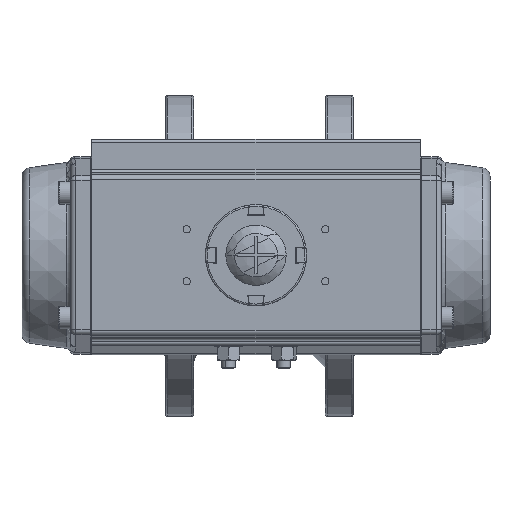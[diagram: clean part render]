
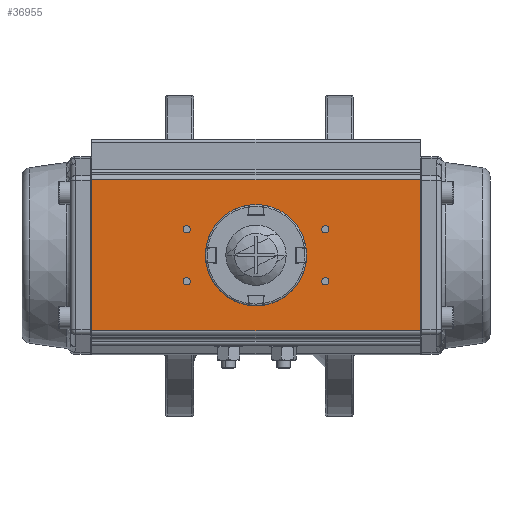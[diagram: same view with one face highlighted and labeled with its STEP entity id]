
A CAD part, top view. The second image highlights one B-rep face of the part: STEP entity #36955.
In plain terms, the highlighted planar face has unit normal (0, 0, 1).
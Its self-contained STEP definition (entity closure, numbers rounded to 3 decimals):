
#36816=CARTESIAN_POINT('',(-95.,-43.512,241.));
#36817=DIRECTION('',(0.,-0.,-1.));
#36818=DIRECTION('',(0.,-1.,0.));
#36819=AXIS2_PLACEMENT_3D('',#36816,#36817,#36818);
#36820=PLANE('',#36819);
#36821=CARTESIAN_POINT('',(37.9,15.,241.));
#36822=VERTEX_POINT('',#36821);
#36823=CARTESIAN_POINT('',(42.1,15.,241.));
#36824=VERTEX_POINT('',#36823);
#36825=CARTESIAN_POINT('',(40.,15.,241.));
#36826=DIRECTION('',(-0.,-0.,1.));
#36827=DIRECTION('',(-1.,-0.,-0.));
#36828=AXIS2_PLACEMENT_3D('',#36825,#36826,#36827);
#36829=CIRCLE('',#36828,2.1);
#36830=EDGE_CURVE('NONE',#36822,#36824,#36829,.T.);
#36831=ORIENTED_EDGE('',*,*,#36830,.F.);
#36832=CARTESIAN_POINT('',(40.,15.,241.));
#36833=DIRECTION('',(-0.,-0.,1.));
#36834=DIRECTION('',(-1.,-0.,-0.));
#36835=AXIS2_PLACEMENT_3D('',#36832,#36833,#36834);
#36836=CIRCLE('',#36835,2.1);
#36837=EDGE_CURVE('NONE',#36824,#36822,#36836,.T.);
#36838=ORIENTED_EDGE('',*,*,#36837,.F.);
#36839=EDGE_LOOP('',(#36831,#36838));
#36840=FACE_BOUND('',#36839,.T.);
#36841=CARTESIAN_POINT('',(37.9,-15.,241.));
#36842=VERTEX_POINT('',#36841);
#36843=CARTESIAN_POINT('',(42.1,-15.,241.));
#36844=VERTEX_POINT('',#36843);
#36845=CARTESIAN_POINT('',(40.,-15.,241.));
#36846=DIRECTION('',(-0.,-0.,1.));
#36847=DIRECTION('',(-1.,-0.,-0.));
#36848=AXIS2_PLACEMENT_3D('',#36845,#36846,#36847);
#36849=CIRCLE('',#36848,2.1);
#36850=EDGE_CURVE('NONE',#36842,#36844,#36849,.T.);
#36851=ORIENTED_EDGE('',*,*,#36850,.F.);
#36852=CARTESIAN_POINT('',(40.,-15.,241.));
#36853=DIRECTION('',(-0.,-0.,1.));
#36854=DIRECTION('',(-1.,-0.,-0.));
#36855=AXIS2_PLACEMENT_3D('',#36852,#36853,#36854);
#36856=CIRCLE('',#36855,2.1);
#36857=EDGE_CURVE('NONE',#36844,#36842,#36856,.T.);
#36858=ORIENTED_EDGE('',*,*,#36857,.F.);
#36859=EDGE_LOOP('',(#36851,#36858));
#36860=FACE_BOUND('',#36859,.T.);
#36861=CARTESIAN_POINT('',(-42.1,15.,241.));
#36862=VERTEX_POINT('',#36861);
#36863=CARTESIAN_POINT('',(-37.9,15.,241.));
#36864=VERTEX_POINT('',#36863);
#36865=CARTESIAN_POINT('',(-40.,15.,241.));
#36866=DIRECTION('',(-0.,-0.,1.));
#36867=DIRECTION('',(-1.,-0.,-0.));
#36868=AXIS2_PLACEMENT_3D('',#36865,#36866,#36867);
#36869=CIRCLE('',#36868,2.1);
#36870=EDGE_CURVE('NONE',#36862,#36864,#36869,.T.);
#36871=ORIENTED_EDGE('',*,*,#36870,.F.);
#36872=CARTESIAN_POINT('',(-40.,15.,241.));
#36873=DIRECTION('',(-0.,-0.,1.));
#36874=DIRECTION('',(-1.,-0.,-0.));
#36875=AXIS2_PLACEMENT_3D('',#36872,#36873,#36874);
#36876=CIRCLE('',#36875,2.1);
#36877=EDGE_CURVE('NONE',#36864,#36862,#36876,.T.);
#36878=ORIENTED_EDGE('',*,*,#36877,.F.);
#36879=EDGE_LOOP('',(#36871,#36878));
#36880=FACE_BOUND('',#36879,.T.);
#36881=CARTESIAN_POINT('',(-42.1,-15.,241.));
#36882=VERTEX_POINT('',#36881);
#36883=CARTESIAN_POINT('',(-37.9,-15.,241.));
#36884=VERTEX_POINT('',#36883);
#36885=CARTESIAN_POINT('',(-40.,-15.,241.));
#36886=DIRECTION('',(-0.,-0.,1.));
#36887=DIRECTION('',(-1.,-0.,-0.));
#36888=AXIS2_PLACEMENT_3D('',#36885,#36886,#36887);
#36889=CIRCLE('',#36888,2.1);
#36890=EDGE_CURVE('NONE',#36882,#36884,#36889,.T.);
#36891=ORIENTED_EDGE('',*,*,#36890,.F.);
#36892=CARTESIAN_POINT('',(-40.,-15.,241.));
#36893=DIRECTION('',(-0.,-0.,1.));
#36894=DIRECTION('',(-1.,-0.,-0.));
#36895=AXIS2_PLACEMENT_3D('',#36892,#36893,#36894);
#36896=CIRCLE('',#36895,2.1);
#36897=EDGE_CURVE('NONE',#36884,#36882,#36896,.T.);
#36898=ORIENTED_EDGE('',*,*,#36897,.F.);
#36899=EDGE_LOOP('',(#36891,#36898));
#36900=FACE_BOUND('',#36899,.T.);
#36901=CARTESIAN_POINT('',(-94.747,-43.512,241.));
#36902=VERTEX_POINT('',#36901);
#36903=CARTESIAN_POINT('',(94.747,-43.512,241.));
#36904=VERTEX_POINT('',#36903);
#36905=CARTESIAN_POINT('',(-94.747,-43.512,241.));
#36906=DIRECTION('',(1.,0.,0.));
#36907=VECTOR('',#36906,189.494);
#36908=LINE('',#36905,#36907);
#36909=EDGE_CURVE('',#36902,#36904,#36908,.T.);
#36910=ORIENTED_EDGE('',*,*,#36909,.T.);
#36911=CARTESIAN_POINT('',(94.747,43.512,241.));
#36912=VERTEX_POINT('',#36911);
#36913=CARTESIAN_POINT('',(94.747,-43.512,241.));
#36914=DIRECTION('',(-0.,1.,-0.));
#36915=VECTOR('',#36914,87.023);
#36916=LINE('',#36913,#36915);
#36917=EDGE_CURVE('',#36904,#36912,#36916,.T.);
#36918=ORIENTED_EDGE('',*,*,#36917,.T.);
#36919=CARTESIAN_POINT('',(-94.747,43.512,241.));
#36920=VERTEX_POINT('',#36919);
#36921=CARTESIAN_POINT('',(-94.747,43.512,241.));
#36922=DIRECTION('',(1.,0.,0.));
#36923=VECTOR('',#36922,189.494);
#36924=LINE('',#36921,#36923);
#36925=EDGE_CURVE('',#36920,#36912,#36924,.T.);
#36926=ORIENTED_EDGE('',*,*,#36925,.F.);
#36927=CARTESIAN_POINT('',(-94.747,43.512,241.));
#36928=DIRECTION('',(0.,-1.,0.));
#36929=VECTOR('',#36928,87.023);
#36930=LINE('',#36927,#36929);
#36931=EDGE_CURVE('',#36920,#36902,#36930,.T.);
#36932=ORIENTED_EDGE('',*,*,#36931,.T.);
#36933=EDGE_LOOP('',(#36910,#36918,#36926,#36932));
#36934=FACE_BOUND('',#36933,.T.);
#36935=CARTESIAN_POINT('',(-12.5,0.,241.));
#36936=VERTEX_POINT('',#36935);
#36937=CARTESIAN_POINT('',(12.5,0.,241.));
#36938=VERTEX_POINT('',#36937);
#36939=CARTESIAN_POINT('',(0.,0.,241.));
#36940=DIRECTION('',(0.,-0.,-1.));
#36941=DIRECTION('',(1.,0.,0.));
#36942=AXIS2_PLACEMENT_3D('',#36939,#36940,#36941);
#36943=CIRCLE('',#36942,12.5);
#36944=EDGE_CURVE('',#36936,#36938,#36943,.T.);
#36945=ORIENTED_EDGE('',*,*,#36944,.T.);
#36946=CARTESIAN_POINT('',(0.,0.,241.));
#36947=DIRECTION('',(0.,-0.,-1.));
#36948=DIRECTION('',(1.,0.,0.));
#36949=AXIS2_PLACEMENT_3D('',#36946,#36947,#36948);
#36950=CIRCLE('',#36949,12.5);
#36951=EDGE_CURVE('',#36938,#36936,#36950,.T.);
#36952=ORIENTED_EDGE('',*,*,#36951,.T.);
#36953=EDGE_LOOP('',(#36945,#36952));
#36954=FACE_BOUND('',#36953,.T.);
#36955=ADVANCED_FACE('',(#36840,#36860,#36880,#36900,#36934,#36954),#36820,.F.);
